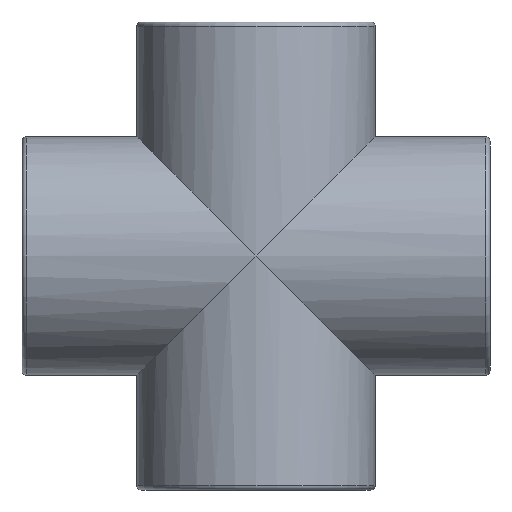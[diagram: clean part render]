
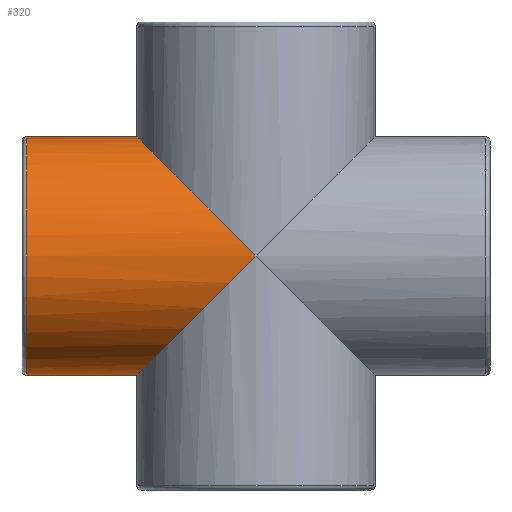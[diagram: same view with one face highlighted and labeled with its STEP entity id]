
A CAD part, front view. The second image highlights one B-rep face of the part: STEP entity #320.
In plain terms, the highlighted cylindrical face has radius 13.75 mm (diameter 27.5 mm), a full revolution.
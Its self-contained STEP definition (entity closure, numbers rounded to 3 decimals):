
#16=ELLIPSE('',#352,19.445,13.75);
#17=ELLIPSE('',#363,19.445,13.75);
#26=CYLINDRICAL_SURFACE('',#362,13.75);
#52=FACE_BOUND('',#118,.T.);
#80=FACE_OUTER_BOUND('',#117,.T.);
#117=EDGE_LOOP('',(#258,#259));
#118=EDGE_LOOP('',(#260));
#164=CIRCLE('',#361,13.75);
#184=VERTEX_POINT('',#539);
#185=VERTEX_POINT('',#540);
#190=VERTEX_POINT('',#555);
#213=EDGE_CURVE('',#185,#184,#16,.T.);
#218=EDGE_CURVE('',#190,#190,#164,.T.);
#219=EDGE_CURVE('',#184,#185,#17,.T.);
#258=ORIENTED_EDGE('',*,*,#213,.F.);
#259=ORIENTED_EDGE('',*,*,#219,.F.);
#260=ORIENTED_EDGE('',*,*,#218,.F.);
#320=ADVANCED_FACE('',(#80,#52),#26,.T.);
#352=AXIS2_PLACEMENT_3D('',#542,#425,#426);
#361=AXIS2_PLACEMENT_3D('',#556,#443,#444);
#362=AXIS2_PLACEMENT_3D('',#557,#445,#446);
#363=AXIS2_PLACEMENT_3D('',#558,#447,#448);
#425=DIRECTION('center_axis',(0.707,0.,-0.707));
#426=DIRECTION('ref_axis',(-0.707,0.,-0.707));
#443=DIRECTION('center_axis',(-1.,0.,0.));
#444=DIRECTION('ref_axis',(0.,-1.,0.));
#445=DIRECTION('center_axis',(1.,0.,0.));
#446=DIRECTION('ref_axis',(0.,-1.,0.));
#447=DIRECTION('center_axis',(0.707,0.,0.707));
#448=DIRECTION('ref_axis',(0.707,0.,-0.707));
#539=CARTESIAN_POINT('',(0.,13.75,0.));
#540=CARTESIAN_POINT('',(0.,-13.75,0.));
#542=CARTESIAN_POINT('Origin',(0.,0.,0.));
#555=CARTESIAN_POINT('',(-26.5,13.75,0.));
#556=CARTESIAN_POINT('Origin',(-26.5,0.,0.));
#557=CARTESIAN_POINT('Origin',(0.,0.,0.));
#558=CARTESIAN_POINT('Origin',(0.,0.,0.));
